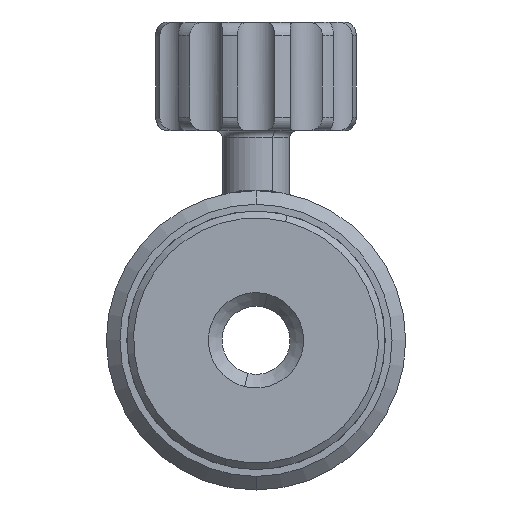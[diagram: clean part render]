
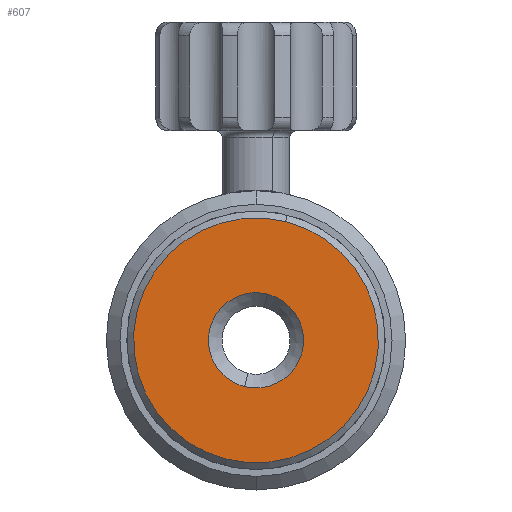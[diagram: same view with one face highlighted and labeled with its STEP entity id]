
A CAD part, front view. The second image highlights one B-rep face of the part: STEP entity #607.
In plain terms, the highlighted planar face has unit normal (0, -1, 0).
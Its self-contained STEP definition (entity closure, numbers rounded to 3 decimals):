
#64 = CARTESIAN_POINT ( 'NONE',  ( 31.688, -54.466, 101.6 ) ) ;
#518 = DIRECTION ( 'NONE',  ( 0.241, 0., 0.97 ) ) ;
#599 = CARTESIAN_POINT ( 'NONE',  ( 29.516, -54.466, 92.866 ) ) ;
#607 = ADVANCED_FACE ( 'NONE', ( #2350, #2095 ), #1287, .F. ) ;
#786 = DIRECTION ( 'NONE',  ( 0.241, 0., 0.97 ) ) ;
#825 = ORIENTED_EDGE ( 'NONE', *, *, #4397, .T. ) ;
#876 = AXIS2_PLACEMENT_3D ( 'NONE', #3294, #2077, #518 ) ;
#893 = DIRECTION ( 'NONE',  ( 0.241, 0., 0.97 ) ) ;
#982 = AXIS2_PLACEMENT_3D ( 'NONE', #4915, #4952, #3741 ) ;
#1084 = EDGE_LOOP ( 'NONE', ( #1357, #825 ) ) ;
#1287 = PLANE ( 'NONE',  #4209 ) ;
#1357 = ORIENTED_EDGE ( 'NONE', *, *, #3460, .T. ) ;
#1620 = CARTESIAN_POINT ( 'NONE',  ( 31.688, -54.466, 101.6 ) ) ;
#1756 = ORIENTED_EDGE ( 'NONE', *, *, #4216, .T. ) ;
#2077 = DIRECTION ( 'NONE',  ( 0., -1., 0. ) ) ;
#2095 = FACE_OUTER_BOUND ( 'NONE', #1084, .T. ) ;
#2162 = CIRCLE ( 'NONE', #4134, 9. ) ;
#2166 = VERTEX_POINT ( 'NONE', #4917 ) ;
#2350 = FACE_BOUND ( 'NONE', #3584, .T. ) ;
#2658 = DIRECTION ( 'NONE',  ( 0.241, 0., 0.97 ) ) ;
#2742 = ORIENTED_EDGE ( 'NONE', *, *, #3381, .T. ) ;
#2755 = DIRECTION ( 'NONE',  ( 0., 1., 0. ) ) ;
#3294 = CARTESIAN_POINT ( 'NONE',  ( 31.688, -54.466, 101.6 ) ) ;
#3381 = EDGE_CURVE ( 'NONE', #4465, #4794, #4761, .T. ) ;
#3460 = EDGE_CURVE ( 'NONE', #2166, #4991, #3798, .T. ) ;
#3584 = EDGE_LOOP ( 'NONE', ( #1756, #2742 ) ) ;
#3676 = CARTESIAN_POINT ( 'NONE',  ( 30.843, -54.466, 98.204 ) ) ;
#3741 = DIRECTION ( 'NONE',  ( 0.241, 0., 0.97 ) ) ;
#3798 = CIRCLE ( 'NONE', #876, 9. ) ;
#3885 = CARTESIAN_POINT ( 'NONE',  ( 32.533, -54.466, 104.996 ) ) ;
#4134 = AXIS2_PLACEMENT_3D ( 'NONE', #4688, #5117, #2658 ) ;
#4209 = AXIS2_PLACEMENT_3D ( 'NONE', #64, #4492, #893 ) ;
#4216 = EDGE_CURVE ( 'NONE', #4794, #4465, #4878, .T. ) ;
#4397 = EDGE_CURVE ( 'NONE', #4991, #2166, #2162, .T. ) ;
#4465 = VERTEX_POINT ( 'NONE', #3885 ) ;
#4492 = DIRECTION ( 'NONE',  ( 0., 1., 0. ) ) ;
#4688 = CARTESIAN_POINT ( 'NONE',  ( 31.688, -54.466, 101.6 ) ) ;
#4761 = CIRCLE ( 'NONE', #4792, 3.5 ) ;
#4792 = AXIS2_PLACEMENT_3D ( 'NONE', #1620, #2755, #786 ) ;
#4794 = VERTEX_POINT ( 'NONE', #3676 ) ;
#4878 = CIRCLE ( 'NONE', #982, 3.5 ) ;
#4915 = CARTESIAN_POINT ( 'NONE',  ( 31.688, -54.466, 101.6 ) ) ;
#4917 = CARTESIAN_POINT ( 'NONE',  ( 33.861, -54.466, 110.334 ) ) ;
#4952 = DIRECTION ( 'NONE',  ( 0., 1., 0. ) ) ;
#4991 = VERTEX_POINT ( 'NONE', #599 ) ;
#5117 = DIRECTION ( 'NONE',  ( 0., -1., 0. ) ) ;
